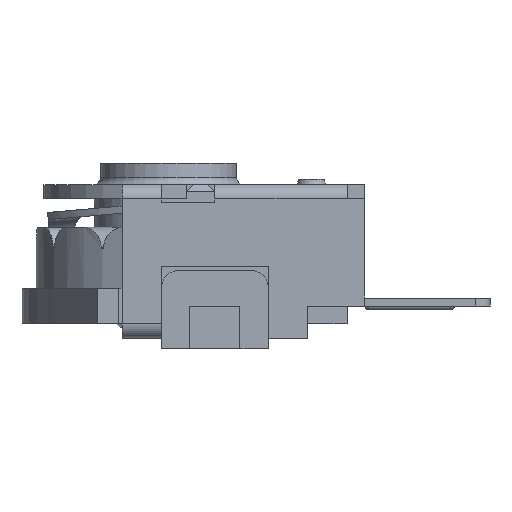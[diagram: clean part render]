
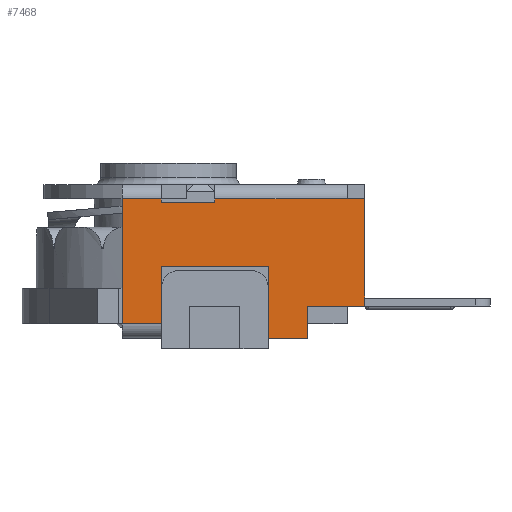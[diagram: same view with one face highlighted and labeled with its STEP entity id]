
A CAD part, front view. The second image highlights one B-rep face of the part: STEP entity #7468.
In plain terms, the highlighted face is planar.
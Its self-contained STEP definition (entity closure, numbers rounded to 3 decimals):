
#814=FACE_OUTER_BOUND('',#1216,.T.);
#1216=EDGE_LOOP('',(#6473,#6474,#6475,#6476,#6477,#6478,#6479,#6480,#6481,
#6482,#6483,#6484,#6485,#6486,#6487));
#1970=LINE('',#13056,#2760);
#1971=LINE('',#13059,#2761);
#1972=LINE('',#13061,#2762);
#1973=LINE('',#13063,#2763);
#1974=LINE('',#13065,#2764);
#1975=LINE('',#13067,#2765);
#1976=LINE('',#13069,#2766);
#1977=LINE('',#13071,#2767);
#1978=LINE('',#13073,#2768);
#1979=LINE('',#13075,#2769);
#1980=LINE('',#13077,#2770);
#1981=LINE('',#13079,#2771);
#1982=LINE('',#13081,#2772);
#1983=LINE('',#13083,#2773);
#1984=LINE('',#13084,#2774);
#2760=VECTOR('',#9851,10.);
#2761=VECTOR('',#9854,10.);
#2762=VECTOR('',#9855,10.);
#2763=VECTOR('',#9856,10.);
#2764=VECTOR('',#9857,10.);
#2765=VECTOR('',#9858,10.);
#2766=VECTOR('',#9859,10.);
#2767=VECTOR('',#9860,10.);
#2768=VECTOR('',#9861,10.);
#2769=VECTOR('',#9862,10.);
#2770=VECTOR('',#9863,10.);
#2771=VECTOR('',#9864,10.);
#2772=VECTOR('',#9865,10.);
#2773=VECTOR('',#9866,10.);
#2774=VECTOR('',#9867,10.);
#3510=VERTEX_POINT('',#13049);
#3513=VERTEX_POINT('',#13054);
#3514=VERTEX_POINT('',#13058);
#3515=VERTEX_POINT('',#13060);
#3516=VERTEX_POINT('',#13062);
#3517=VERTEX_POINT('',#13064);
#3518=VERTEX_POINT('',#13066);
#3519=VERTEX_POINT('',#13068);
#3520=VERTEX_POINT('',#13070);
#3521=VERTEX_POINT('',#13072);
#3522=VERTEX_POINT('',#13074);
#3523=VERTEX_POINT('',#13076);
#3524=VERTEX_POINT('',#13078);
#3525=VERTEX_POINT('',#13080);
#3526=VERTEX_POINT('',#13082);
#4550=EDGE_CURVE('',#3513,#3510,#1970,.T.);
#4551=EDGE_CURVE('',#3514,#3513,#1971,.T.);
#4552=EDGE_CURVE('',#3515,#3514,#1972,.T.);
#4553=EDGE_CURVE('',#3515,#3516,#1973,.T.);
#4554=EDGE_CURVE('',#3517,#3516,#1974,.T.);
#4555=EDGE_CURVE('',#3518,#3517,#1975,.T.);
#4556=EDGE_CURVE('',#3519,#3518,#1976,.T.);
#4557=EDGE_CURVE('',#3519,#3520,#1977,.T.);
#4558=EDGE_CURVE('',#3520,#3521,#1978,.T.);
#4559=EDGE_CURVE('',#3522,#3521,#1979,.T.);
#4560=EDGE_CURVE('',#3522,#3523,#1980,.T.);
#4561=EDGE_CURVE('',#3523,#3524,#1981,.T.);
#4562=EDGE_CURVE('',#3524,#3525,#1982,.T.);
#4563=EDGE_CURVE('',#3526,#3525,#1983,.T.);
#4564=EDGE_CURVE('',#3526,#3510,#1984,.T.);
#6473=ORIENTED_EDGE('',*,*,#4550,.F.);
#6474=ORIENTED_EDGE('',*,*,#4551,.F.);
#6475=ORIENTED_EDGE('',*,*,#4552,.F.);
#6476=ORIENTED_EDGE('',*,*,#4553,.T.);
#6477=ORIENTED_EDGE('',*,*,#4554,.F.);
#6478=ORIENTED_EDGE('',*,*,#4555,.F.);
#6479=ORIENTED_EDGE('',*,*,#4556,.F.);
#6480=ORIENTED_EDGE('',*,*,#4557,.T.);
#6481=ORIENTED_EDGE('',*,*,#4558,.T.);
#6482=ORIENTED_EDGE('',*,*,#4559,.F.);
#6483=ORIENTED_EDGE('',*,*,#4560,.T.);
#6484=ORIENTED_EDGE('',*,*,#4561,.T.);
#6485=ORIENTED_EDGE('',*,*,#4562,.T.);
#6486=ORIENTED_EDGE('',*,*,#4563,.F.);
#6487=ORIENTED_EDGE('',*,*,#4564,.T.);
#7104=PLANE('',#8131);
#7468=ADVANCED_FACE('',(#814),#7104,.T.);
#8131=AXIS2_PLACEMENT_3D('',#13057,#9852,#9853);
#9851=DIRECTION('',(-1.,0.,0.));
#9852=DIRECTION('center_axis',(0.,0.,1.));
#9853=DIRECTION('ref_axis',(1.,0.,0.));
#9854=DIRECTION('',(0.,-1.,0.));
#9855=DIRECTION('',(-1.,0.,0.));
#9856=DIRECTION('',(0.,-1.,0.));
#9857=DIRECTION('',(-1.,0.,0.));
#9858=DIRECTION('',(0.,-1.,0.));
#9859=DIRECTION('',(-1.,0.,0.));
#9860=DIRECTION('',(0.,1.,0.));
#9861=DIRECTION('',(-1.,0.,0.));
#9862=DIRECTION('',(1.,0.,0.));
#9863=DIRECTION('',(0.,-1.,0.));
#9864=DIRECTION('',(-1.,0.,0.));
#9865=DIRECTION('',(0.,1.,0.));
#9866=DIRECTION('',(1.,0.,0.));
#9867=DIRECTION('',(0.,-1.,0.));
#13049=CARTESIAN_POINT('',(-1.3,-3.5,4.85));
#13054=CARTESIAN_POINT('',(-0.2,-3.5,4.85));
#13056=CARTESIAN_POINT('',(-1.025,-3.5,4.85));
#13057=CARTESIAN_POINT('Origin',(-1.3,0.,4.85));
#13058=CARTESIAN_POINT('',(-0.2,-1.9,4.85));
#13059=CARTESIAN_POINT('',(-0.2,-1.9,4.85));
#13060=CARTESIAN_POINT('',(2.8,-1.9,4.85));
#13061=CARTESIAN_POINT('',(-1.3,-1.9,4.85));
#13062=CARTESIAN_POINT('',(2.8,-3.9,4.85));
#13063=CARTESIAN_POINT('',(2.8,-1.9,4.85));
#13064=CARTESIAN_POINT('',(3.9,-3.9,4.85));
#13065=CARTESIAN_POINT('',(3.9,-3.9,4.85));
#13066=CARTESIAN_POINT('',(3.9,-3.,4.85));
#13067=CARTESIAN_POINT('',(3.9,-3.,4.85));
#13068=CARTESIAN_POINT('',(5.5,-3.,4.85));
#13069=CARTESIAN_POINT('',(5.5,-3.,4.85));
#13070=CARTESIAN_POINT('',(5.5,0.,4.85));
#13071=CARTESIAN_POINT('',(5.5,0.,4.85));
#13072=CARTESIAN_POINT('',(5.,0.,4.85));
#13073=CARTESIAN_POINT('',(1.975,0.,4.85));
#13074=CARTESIAN_POINT('',(1.3,0.,4.85));
#13075=CARTESIAN_POINT('',(0.277,0.,4.85));
#13076=CARTESIAN_POINT('',(1.3,-0.1,4.85));
#13077=CARTESIAN_POINT('',(1.3,0.2,4.85));
#13078=CARTESIAN_POINT('',(-0.2,-0.1,4.85));
#13079=CARTESIAN_POINT('',(-0.336,-0.1,4.85));
#13080=CARTESIAN_POINT('',(-0.2,0.,4.85));
#13081=CARTESIAN_POINT('',(-0.2,0.2,4.85));
#13082=CARTESIAN_POINT('',(-1.3,0.,4.85));
#13083=CARTESIAN_POINT('',(0.277,0.,4.85));
#13084=CARTESIAN_POINT('',(-1.3,0.,4.85));
